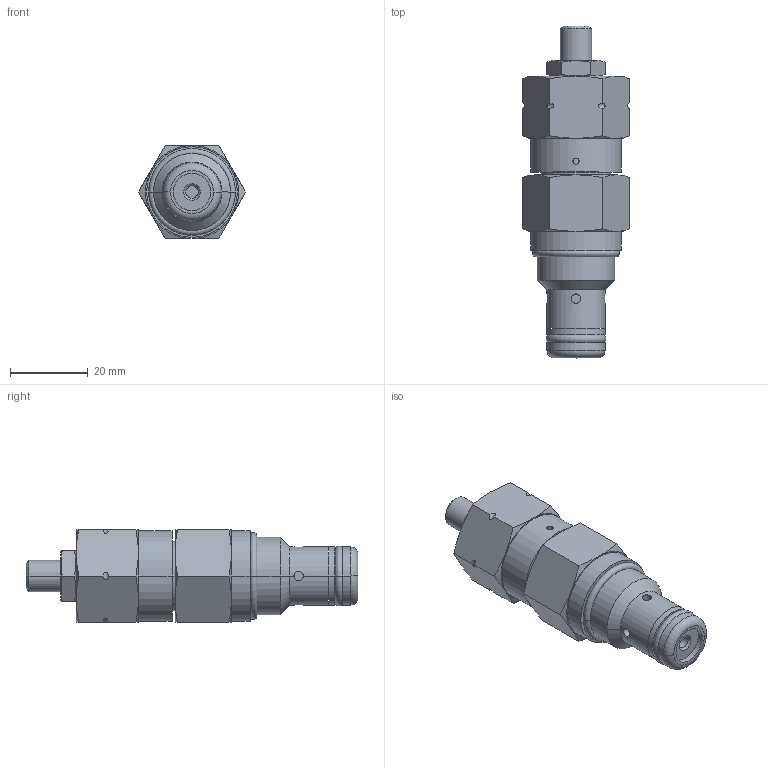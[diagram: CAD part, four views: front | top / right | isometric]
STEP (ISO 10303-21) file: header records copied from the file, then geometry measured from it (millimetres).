
FILE_DESCRIPTION((''),'2;1');
FILE_NAME('ILCM47044000','2006-02-20T',('KR'),(''),'PRO/ENGINEER BY PARAMETRIC TECHNOLOGY CORPORATION, 2004290','PRO/ENGINEER BY PARAMETRIC TECHNOLOGY CORPORATION, 2004290','');
FILE_SCHEMA(('AUTOMOTIVE_DESIGN_CC2 { 1 2 10303 214 -1 1 5 2 }'));
Length unit declared in the file: millimetre
Products named in the file (1): ILCM47044000
Bounding box: 27.51 x 85.27 x 23.83 mm (x, y, z)
Volume: 27613.7 mm3; surface area: 7632 mm2
Topology: 2 solids, 3 shells, 133 faces, 304 edges, 192 vertices
Faces by surface type: plane 47, cone 36, cylinder 36, torus 14
Entity records: 4384 total; most frequent: CARTESIAN_POINT 1287, ORIENTED_EDGE 608, DIRECTION 592, EDGE_CURVE 304, AXIS2_PLACEMENT_3D 247, VERTEX_POINT 192, EDGE_LOOP 152, FACE_OUTER_BOUND 133
